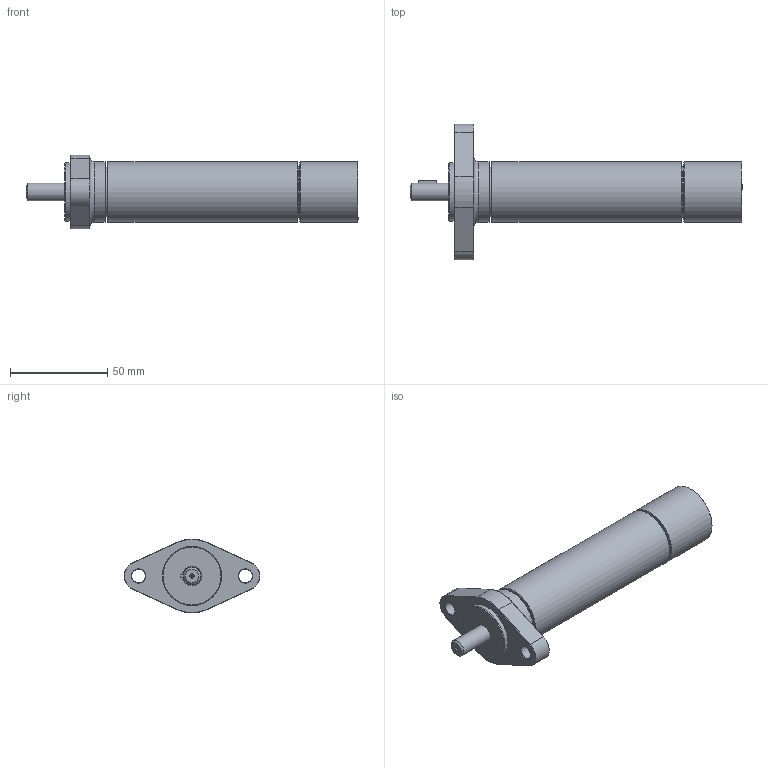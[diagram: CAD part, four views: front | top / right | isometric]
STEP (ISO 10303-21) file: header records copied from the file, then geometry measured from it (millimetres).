
FILE_DESCRIPTION((''),'2;1');
FILE_NAME('MUD 9-165 F55_29907207.stp','2013-07-03T13:04:25',('tpeskos'),(''),'Autodesk Inventor 2013','Autodesk Inventor 2013','');
FILE_SCHEMA(('AUTOMOTIVE_DESIGN { 1 0 10303 214 1 1 1 1 }'));
Length unit declared in the file: millimetre
Products named in the file (1): stp-Dummy MUD 9 Flansch
Bounding box: 171 x 70 x 37.86 mm (x, y, z)
Volume: 121766 mm3; surface area: 21877.1 mm2
Topology: 1 solids, 3 shells, 110 faces, 240 edges, 148 vertices
Faces by surface type: plane 50, cone 30, cylinder 22, bspline 7, torus 1
Full cylindrical faces by diameter (mm): 1 x1, 3 x1, 7 x2, 8.566 x4, 9 x1, 9.5 x1, 26 x2, 30 x1, 31 x3
Entity records: 2796 total; most frequent: CARTESIAN_POINT 566, DIRECTION 456, ORIENTED_EDGE 384, EDGE_CURVE 192, AXIS2_PLACEMENT_3D 176, EDGE_LOOP 166, VERTEX_POINT 140, FACE_OUTER_BOUND 110
